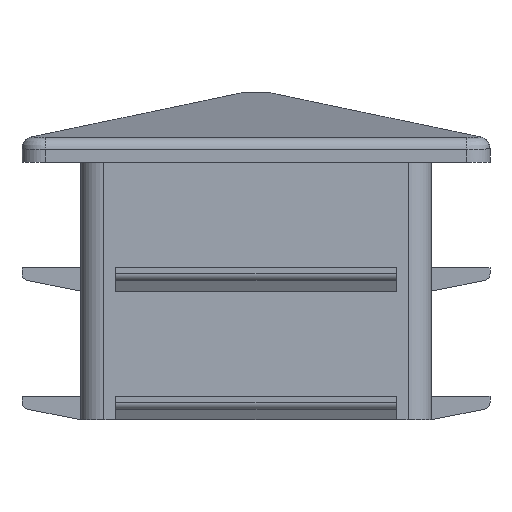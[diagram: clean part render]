
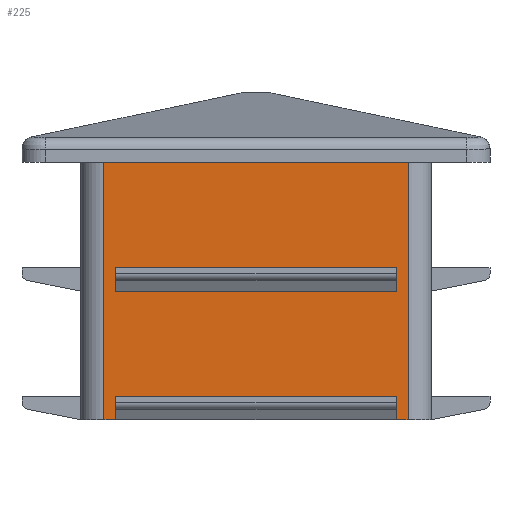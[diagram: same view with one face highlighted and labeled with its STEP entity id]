
A CAD part, front view. The second image highlights one B-rep face of the part: STEP entity #225.
In plain terms, the highlighted planar face has unit normal (0, -1, 0).
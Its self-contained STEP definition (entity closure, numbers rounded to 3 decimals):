
#225 = ADVANCED_FACE( '', ( #469, #470 ), #471, .F. );
#469 = FACE_BOUND( '', #946, .T. );
#470 = FACE_OUTER_BOUND( '', #947, .T. );
#471 = PLANE( '', #948 );
#946 = EDGE_LOOP( '', ( #1626, #1627, #1628, #1629 ) );
#947 = EDGE_LOOP( '', ( #1630, #1631, #1632, #1633, #1634, #1635, #1636, #1637 ) );
#948 = AXIS2_PLACEMENT_3D( '', #1638, #1639, #1640 );
#1626 = ORIENTED_EDGE( '', *, *, #1935, .F. );
#1627 = ORIENTED_EDGE( '', *, *, #1949, .F. );
#1628 = ORIENTED_EDGE( '', *, *, #2019, .T. );
#1629 = ORIENTED_EDGE( '', *, *, #1964, .T. );
#1630 = ORIENTED_EDGE( '', *, *, #2041, .F. );
#1631 = ORIENTED_EDGE( '', *, *, #1883, .F. );
#1632 = ORIENTED_EDGE( '', *, *, #1975, .F. );
#1633 = ORIENTED_EDGE( '', *, *, #1872, .T. );
#1634 = ORIENTED_EDGE( '', *, *, #2101, .T. );
#1635 = ORIENTED_EDGE( '', *, *, #1906, .T. );
#1636 = ORIENTED_EDGE( '', *, *, #1977, .F. );
#1637 = ORIENTED_EDGE( '', *, *, #2102, .T. );
#1638 = CARTESIAN_POINT( '', ( 7.5, -17.5, -11. ) );
#1639 = DIRECTION( '', ( 0., 1., 0. ) );
#1640 = DIRECTION( '', ( 0., 0., 1. ) );
#1872 = EDGE_CURVE( '', #2179, #2183, #2185, .T. );
#1883 = EDGE_CURVE( '', #2203, #2205, #2206, .T. );
#1906 = EDGE_CURVE( '', #2244, #2241, #2245, .F. );
#1935 = EDGE_CURVE( '', #2291, #2289, #2293, .T. );
#1949 = EDGE_CURVE( '', #2314, #2291, #2316, .T. );
#1964 = EDGE_CURVE( '', #2335, #2289, #2338, .T. );
#1975 = EDGE_CURVE( '', #2179, #2203, #2355, .T. );
#1977 = EDGE_CURVE( '', #2356, #2241, #2358, .T. );
#2019 = EDGE_CURVE( '', #2314, #2335, #2422, .T. );
#2041 = EDGE_CURVE( '', #2205, #2446, #2450, .T. );
#2101 = EDGE_CURVE( '', #2183, #2244, #2529, .T. );
#2102 = EDGE_CURVE( '', #2356, #2446, #2530, .T. );
#2179 = VERTEX_POINT( '', #2652 );
#2183 = VERTEX_POINT( '', #2657 );
#2185 = LINE( '', #2659, #2660 );
#2203 = VERTEX_POINT( '', #2683 );
#2205 = VERTEX_POINT( '', #2686 );
#2206 = LINE( '', #2687, #2688 );
#2241 = VERTEX_POINT( '', #2739 );
#2244 = VERTEX_POINT( '', #2742 );
#2245 = LINE( '', #2743, #2744 );
#2289 = VERTEX_POINT( '', #2804 );
#2291 = VERTEX_POINT( '', #2807 );
#2293 = LINE( '', #2810, #2811 );
#2314 = VERTEX_POINT( '', #2855 );
#2316 = LINE( '', #2858, #2859 );
#2335 = VERTEX_POINT( '', #2885 );
#2338 = LINE( '', #2889, #2890 );
#2355 = LINE( '', #2910, #2911 );
#2356 = VERTEX_POINT( '', #2912 );
#2358 = LINE( '', #2915, #2916 );
#2422 = LINE( '', #3043, #3044 );
#2446 = VERTEX_POINT( '', #3109 );
#2450 = LINE( '', #3115, #3116 );
#2529 = LINE( '', #3281, #3282 );
#2530 = LINE( '', #3283, #3284 );
#2652 = CARTESIAN_POINT( '', ( 6.5, -17.5, -11. ) );
#2657 = CARTESIAN_POINT( '', ( 6.5, -17.5, 0. ) );
#2659 = CARTESIAN_POINT( '', ( 6.5, -17.5, -11. ) );
#2660 = VECTOR( '', #3399, 1000. );
#2683 = CARTESIAN_POINT( '', ( 6., -17.5, -11. ) );
#2686 = CARTESIAN_POINT( '', ( 6., -17.5, -10. ) );
#2687 = CARTESIAN_POINT( '', ( 6., -17.5, -11. ) );
#2688 = VECTOR( '', #3412, 1000. );
#2739 = CARTESIAN_POINT( '', ( -6.5, -17.5, -11. ) );
#2742 = CARTESIAN_POINT( '', ( -6.5, -17.5, 0. ) );
#2743 = CARTESIAN_POINT( '', ( -6.5, -17.5, -11. ) );
#2744 = VECTOR( '', #3432, 1000. );
#2804 = CARTESIAN_POINT( '', ( -6., -17.5, -4.5 ) );
#2807 = CARTESIAN_POINT( '', ( 6., -17.5, -4.5 ) );
#2810 = CARTESIAN_POINT( '', ( 6., -17.5, -4.5 ) );
#2811 = VECTOR( '', #3463, 1000. );
#2855 = CARTESIAN_POINT( '', ( 6., -17.5, -5.5 ) );
#2858 = CARTESIAN_POINT( '', ( 6., -17.5, -5.5 ) );
#2859 = VECTOR( '', #3481, 1000. );
#2885 = CARTESIAN_POINT( '', ( -6., -17.5, -5.5 ) );
#2889 = CARTESIAN_POINT( '', ( -6., -17.5, -5.5 ) );
#2890 = VECTOR( '', #3496, 1000. );
#2910 = CARTESIAN_POINT( '', ( 7.5, -17.5, -11. ) );
#2911 = VECTOR( '', #3512, 1000. );
#2912 = CARTESIAN_POINT( '', ( -6., -17.5, -11. ) );
#2915 = CARTESIAN_POINT( '', ( 7.5, -17.5, -11. ) );
#2916 = VECTOR( '', #3514, 1000. );
#3043 = CARTESIAN_POINT( '', ( 6., -17.5, -5.5 ) );
#3044 = VECTOR( '', #3563, 1000. );
#3109 = CARTESIAN_POINT( '', ( -6., -17.5, -10. ) );
#3115 = CARTESIAN_POINT( '', ( 6., -17.5, -10. ) );
#3116 = VECTOR( '', #3583, 1000. );
#3281 = CARTESIAN_POINT( '', ( 7.5, -17.5, 0. ) );
#3282 = VECTOR( '', #3635, 1000. );
#3283 = CARTESIAN_POINT( '', ( -6., -17.5, -11. ) );
#3284 = VECTOR( '', #3636, 1000. );
#3399 = DIRECTION( '', ( 0., 0., 1. ) );
#3412 = DIRECTION( '', ( 0., 0., 1. ) );
#3432 = DIRECTION( '', ( 0., 0., 1. ) );
#3463 = DIRECTION( '', ( -1., 0., 0. ) );
#3481 = DIRECTION( '', ( 0., 0., 1. ) );
#3496 = DIRECTION( '', ( 0., 0., 1. ) );
#3512 = DIRECTION( '', ( -1., 0., 0. ) );
#3514 = DIRECTION( '', ( -1., 0., 0. ) );
#3563 = DIRECTION( '', ( -1., 0., 0. ) );
#3583 = DIRECTION( '', ( -1., 0., 0. ) );
#3635 = DIRECTION( '', ( -1., 0., 0. ) );
#3636 = DIRECTION( '', ( 0., 0., 1. ) );
